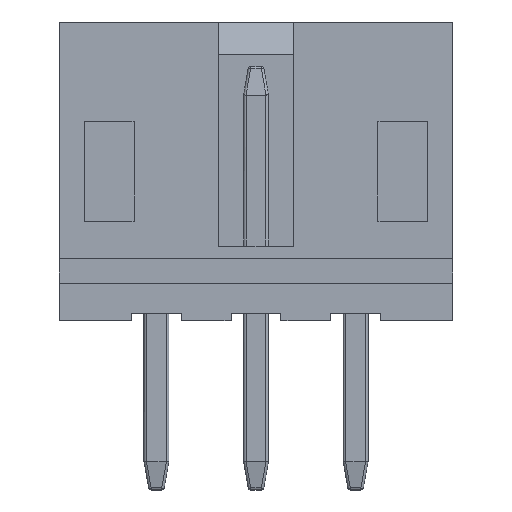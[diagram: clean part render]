
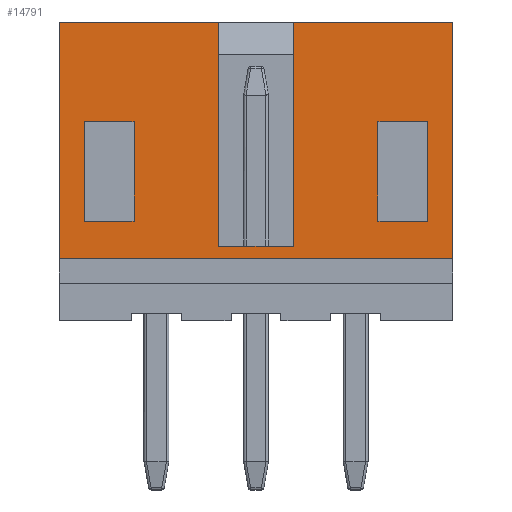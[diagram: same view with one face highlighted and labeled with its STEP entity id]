
A CAD part, front view. The second image highlights one B-rep face of the part: STEP entity #14791.
In plain terms, the highlighted planar face has unit normal (0, -1, 0).
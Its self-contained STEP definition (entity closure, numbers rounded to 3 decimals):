
#78 = DIRECTION ( 'NONE',  ( 0., 0., -1. ) ) ;
#117 = VERTEX_POINT ( 'NONE', #7104 ) ;
#172 = DIRECTION ( 'NONE',  ( 1., 0., 0. ) ) ;
#577 = CARTESIAN_POINT ( 'NONE',  ( 3.45, -2.25, 4. ) ) ;
#627 = VECTOR ( 'NONE', #78, 1000. ) ;
#796 = CARTESIAN_POINT ( 'NONE',  ( 2.45, -2.25, 2. ) ) ;
#1326 = VECTOR ( 'NONE', #11496, 1000. ) ;
#1338 = EDGE_CURVE ( 'NONE', #17055, #4863, #4248, .T. ) ;
#1362 = EDGE_CURVE ( 'NONE', #3669, #17268, #10404, .T. ) ;
#1716 = VERTEX_POINT ( 'NONE', #5336 ) ;
#1781 = EDGE_CURVE ( 'NONE', #13687, #6611, #2415, .T. ) ;
#1816 = VERTEX_POINT ( 'NONE', #796 ) ;
#1987 = EDGE_CURVE ( 'NONE', #19071, #10242, #12215, .T. ) ;
#1994 = VECTOR ( 'NONE', #172, 1000. ) ;
#2007 = CARTESIAN_POINT ( 'NONE',  ( -3.45, -2.25, 4. ) ) ;
#2201 = VECTOR ( 'NONE', #10212, 1000. ) ;
#2295 = EDGE_CURVE ( 'NONE', #10242, #13687, #19881, .T. ) ;
#2415 = LINE ( 'NONE', #13332, #5283 ) ;
#2583 = VECTOR ( 'NONE', #6162, 1000. ) ;
#2807 = EDGE_CURVE ( 'NONE', #17268, #17055, #12569, .T. ) ;
#3101 = LINE ( 'NONE', #4530, #627 ) ;
#3669 = VERTEX_POINT ( 'NONE', #11990 ) ;
#3965 = VECTOR ( 'NONE', #15182, 1000. ) ;
#4248 = LINE ( 'NONE', #8702, #16777 ) ;
#4409 = ORIENTED_EDGE ( 'NONE', *, *, #12894, .F. ) ;
#4506 = DIRECTION ( 'NONE',  ( 1., 0., 0. ) ) ;
#4530 = CARTESIAN_POINT ( 'NONE',  ( -3.45, -2.25, 4. ) ) ;
#4719 = VECTOR ( 'NONE', #16303, 1000. ) ;
#4796 = ORIENTED_EDGE ( 'NONE', *, *, #2807, .F. ) ;
#4863 = VERTEX_POINT ( 'NONE', #6650 ) ;
#4886 = EDGE_CURVE ( 'NONE', #18634, #117, #5261, .T. ) ;
#4935 = ORIENTED_EDGE ( 'NONE', *, *, #1781, .F. ) ;
#5261 = LINE ( 'NONE', #17645, #4719 ) ;
#5283 = VECTOR ( 'NONE', #8780, 1000. ) ;
#5328 = CARTESIAN_POINT ( 'NONE',  ( -3.95, -2.25, 6. ) ) ;
#5336 = CARTESIAN_POINT ( 'NONE',  ( 2.45, -2.25, 4. ) ) ;
#5439 = ORIENTED_EDGE ( 'NONE', *, *, #1362, .F. ) ;
#5674 = CARTESIAN_POINT ( 'NONE',  ( 0.75, -2.25, 1.5 ) ) ;
#5764 = DIRECTION ( 'NONE',  ( 0., 0., -1. ) ) ;
#5778 = CARTESIAN_POINT ( 'NONE',  ( -2.45, -2.25, 2. ) ) ;
#6141 = LINE ( 'NONE', #18650, #3965 ) ;
#6162 = DIRECTION ( 'NONE',  ( 1., 0., 0. ) ) ;
#6229 = ORIENTED_EDGE ( 'NONE', *, *, #1987, .F. ) ;
#6272 = ORIENTED_EDGE ( 'NONE', *, *, #13346, .F. ) ;
#6425 = LINE ( 'NONE', #5328, #1326 ) ;
#6524 = LINE ( 'NONE', #18943, #9118 ) ;
#6611 = VERTEX_POINT ( 'NONE', #2007 ) ;
#6650 = CARTESIAN_POINT ( 'NONE',  ( 0.75, -2.25, 6. ) ) ;
#6655 = ORIENTED_EDGE ( 'NONE', *, *, #7728, .F. ) ;
#7104 = CARTESIAN_POINT ( 'NONE',  ( 3.45, -2.25, 4. ) ) ;
#7158 = EDGE_CURVE ( 'NONE', #15748, #10594, #16633, .T. ) ;
#7665 = VERTEX_POINT ( 'NONE', #15573 ) ;
#7728 = EDGE_CURVE ( 'NONE', #4863, #7665, #6425, .T. ) ;
#8397 = ORIENTED_EDGE ( 'NONE', *, *, #1338, .F. ) ;
#8702 = CARTESIAN_POINT ( 'NONE',  ( 0.75, -2.25, 10.5 ) ) ;
#8780 = DIRECTION ( 'NONE',  ( -1., 0., 0. ) ) ;
#8922 = CARTESIAN_POINT ( 'NONE',  ( -3.95, -2.25, 6. ) ) ;
#9082 = DIRECTION ( 'NONE',  ( 0., 0., 1. ) ) ;
#9118 = VECTOR ( 'NONE', #14355, 1000. ) ;
#9337 = EDGE_CURVE ( 'NONE', #15748, #3669, #12616, .T. ) ;
#9875 = ORIENTED_EDGE ( 'NONE', *, *, #4886, .F. ) ;
#10144 = CARTESIAN_POINT ( 'NONE',  ( -3.95, -2.25, 6. ) ) ;
#10162 = ORIENTED_EDGE ( 'NONE', *, *, #15509, .T. ) ;
#10172 = CARTESIAN_POINT ( 'NONE',  ( -3.95, -2.25, 6. ) ) ;
#10212 = DIRECTION ( 'NONE',  ( 0., 0., -1. ) ) ;
#10242 = VERTEX_POINT ( 'NONE', #5778 ) ;
#10365 = DIRECTION ( 'NONE',  ( 1., 0., 0. ) ) ;
#10404 = LINE ( 'NONE', #13362, #2201 ) ;
#10594 = VERTEX_POINT ( 'NONE', #18569 ) ;
#10622 = VECTOR ( 'NONE', #19131, 1000. ) ;
#10667 = DIRECTION ( 'NONE',  ( 0., 1., 0. ) ) ;
#10683 = CARTESIAN_POINT ( 'NONE',  ( -3.45, -2.25, 2. ) ) ;
#11496 = DIRECTION ( 'NONE',  ( 1., 0., 0. ) ) ;
#11887 = FACE_BOUND ( 'NONE', #13443, .T. ) ;
#11891 = CARTESIAN_POINT ( 'NONE',  ( 3.95, -2.25, 1.25 ) ) ;
#11990 = CARTESIAN_POINT ( 'NONE',  ( -0.75, -2.25, 6. ) ) ;
#12024 = AXIS2_PLACEMENT_3D ( 'NONE', #10172, #10667, #13803 ) ;
#12215 = LINE ( 'NONE', #10683, #13024 ) ;
#12234 = CARTESIAN_POINT ( 'NONE',  ( -2.45, -2.25, 4. ) ) ;
#12316 = CARTESIAN_POINT ( 'NONE',  ( -3.95, -2.25, 6. ) ) ;
#12569 = LINE ( 'NONE', #15207, #2583 ) ;
#12616 = LINE ( 'NONE', #12316, #1994 ) ;
#12894 = EDGE_CURVE ( 'NONE', #7665, #14203, #6141, .T. ) ;
#12922 = VECTOR ( 'NONE', #4506, 1000. ) ;
#12991 = CARTESIAN_POINT ( 'NONE',  ( -2.45, -2.25, 4. ) ) ;
#13024 = VECTOR ( 'NONE', #16680, 1000. ) ;
#13224 = EDGE_CURVE ( 'NONE', #6611, #19071, #3101, .T. ) ;
#13332 = CARTESIAN_POINT ( 'NONE',  ( -3.45, -2.25, 4. ) ) ;
#13346 = EDGE_CURVE ( 'NONE', #117, #1716, #15837, .T. ) ;
#13362 = CARTESIAN_POINT ( 'NONE',  ( -0.75, -2.25, 10.5 ) ) ;
#13417 = CARTESIAN_POINT ( 'NONE',  ( -3.95, -2.25, 1.25 ) ) ;
#13422 = EDGE_CURVE ( 'NONE', #1816, #18634, #13608, .T. ) ;
#13443 = EDGE_LOOP ( 'NONE', ( #4935, #16411, #6229, #15699 ) ) ;
#13608 = LINE ( 'NONE', #18404, #12922 ) ;
#13687 = VERTEX_POINT ( 'NONE', #12991 ) ;
#13803 = DIRECTION ( 'NONE',  ( 0., 0., 1. ) ) ;
#14203 = VERTEX_POINT ( 'NONE', #11891 ) ;
#14329 = VECTOR ( 'NONE', #10365, 1000. ) ;
#14355 = DIRECTION ( 'NONE',  ( 0., 0., -1. ) ) ;
#14377 = ORIENTED_EDGE ( 'NONE', *, *, #16304, .F. ) ;
#14791 = ADVANCED_FACE ( 'NONE', ( #18092, #11887, #17993 ), #19643, .F. ) ;
#15048 = ORIENTED_EDGE ( 'NONE', *, *, #7158, .T. ) ;
#15144 = LINE ( 'NONE', #13417, #14329 ) ;
#15182 = DIRECTION ( 'NONE',  ( 0., 0., -1. ) ) ;
#15207 = CARTESIAN_POINT ( 'NONE',  ( -0.75, -2.25, 1.5 ) ) ;
#15509 = EDGE_CURVE ( 'NONE', #10594, #14203, #15144, .T. ) ;
#15573 = CARTESIAN_POINT ( 'NONE',  ( 3.95, -2.25, 6. ) ) ;
#15699 = ORIENTED_EDGE ( 'NONE', *, *, #13224, .F. ) ;
#15748 = VERTEX_POINT ( 'NONE', #8922 ) ;
#15837 = LINE ( 'NONE', #577, #10622 ) ;
#16303 = DIRECTION ( 'NONE',  ( 0., 0., 1. ) ) ;
#16304 = EDGE_CURVE ( 'NONE', #1716, #1816, #6524, .T. ) ;
#16401 = DIRECTION ( 'NONE',  ( 0., 0., 1. ) ) ;
#16411 = ORIENTED_EDGE ( 'NONE', *, *, #2295, .F. ) ;
#16633 = LINE ( 'NONE', #10144, #17278 ) ;
#16680 = DIRECTION ( 'NONE',  ( 1., 0., 0. ) ) ;
#16777 = VECTOR ( 'NONE', #16401, 1000. ) ;
#16928 = VECTOR ( 'NONE', #9082, 1000. ) ;
#17055 = VERTEX_POINT ( 'NONE', #5674 ) ;
#17268 = VERTEX_POINT ( 'NONE', #17653 ) ;
#17278 = VECTOR ( 'NONE', #5764, 1000. ) ;
#17439 = EDGE_LOOP ( 'NONE', ( #15048, #10162, #4409, #6655, #8397, #4796, #5439, #17727 ) ) ;
#17645 = CARTESIAN_POINT ( 'NONE',  ( 3.45, -2.25, 4. ) ) ;
#17653 = CARTESIAN_POINT ( 'NONE',  ( -0.75, -2.25, 1.5 ) ) ;
#17727 = ORIENTED_EDGE ( 'NONE', *, *, #9337, .F. ) ;
#17993 = FACE_OUTER_BOUND ( 'NONE', #17439, .T. ) ;
#18092 = FACE_BOUND ( 'NONE', #20083, .T. ) ;
#18404 = CARTESIAN_POINT ( 'NONE',  ( 3.45, -2.25, 2. ) ) ;
#18569 = CARTESIAN_POINT ( 'NONE',  ( -3.95, -2.25, 1.25 ) ) ;
#18600 = CARTESIAN_POINT ( 'NONE',  ( 3.45, -2.25, 2. ) ) ;
#18634 = VERTEX_POINT ( 'NONE', #18600 ) ;
#18650 = CARTESIAN_POINT ( 'NONE',  ( 3.95, -2.25, 6. ) ) ;
#18663 = ORIENTED_EDGE ( 'NONE', *, *, #13422, .F. ) ;
#18943 = CARTESIAN_POINT ( 'NONE',  ( 2.45, -2.25, 4. ) ) ;
#19071 = VERTEX_POINT ( 'NONE', #19476 ) ;
#19131 = DIRECTION ( 'NONE',  ( -1., 0., 0. ) ) ;
#19476 = CARTESIAN_POINT ( 'NONE',  ( -3.45, -2.25, 2. ) ) ;
#19643 = PLANE ( 'NONE',  #12024 ) ;
#19881 = LINE ( 'NONE', #12234, #16928 ) ;
#20083 = EDGE_LOOP ( 'NONE', ( #6272, #9875, #18663, #14377 ) ) ;
